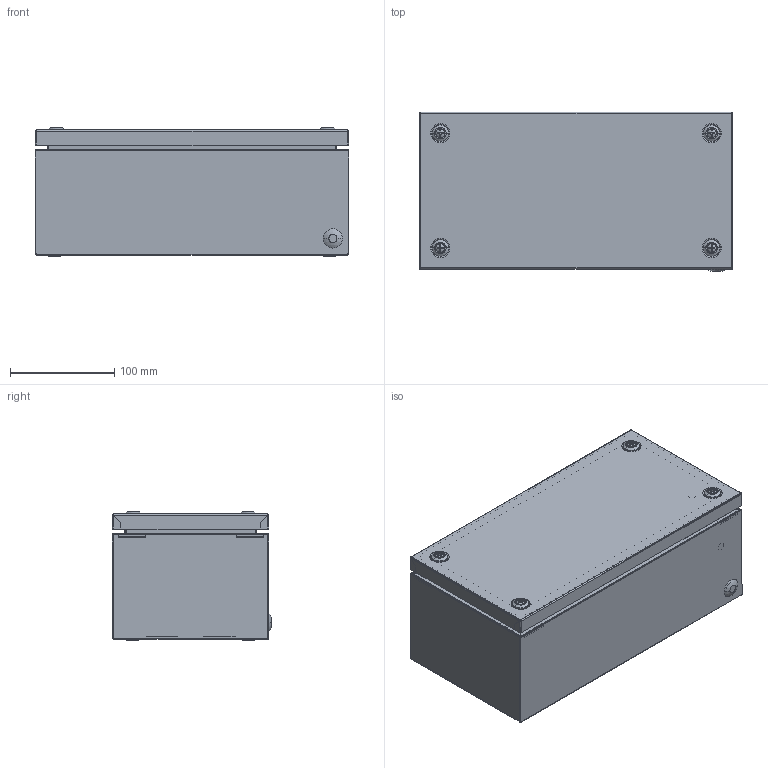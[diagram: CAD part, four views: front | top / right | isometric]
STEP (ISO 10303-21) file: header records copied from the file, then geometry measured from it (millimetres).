
FILE_DESCRIPTION (( 'STEP AP203' ), '1' );
FILE_NAME ('300x150x120 R5CDE31120.step', '2012-05-14T05:54:36', ( 'User' ), ( 'DKC' ), 'SwSTEP 2.0', 'SolidWorks 2011', '' );
FILE_SCHEMA (( 'CONFIG_CONTROL_DESIGN' ));
Length unit declared in the file: millimetre
Products named in the file (18): 300x150x120 R5CDE31120; Tapping screw 4.2x9.5_Screw DIN 968-ST4.2x9.5-R-H-S; Mounting plates_300x150; AC00C323_Default; Screw M5 CDE AC00C324; Cover CDE 1mm_300x150; sealant for cover CDE_300x150; Frame CDE KO 1mm_300x150x120; end-cap_AC00C061; land; Çåðêàëüíî îòðàçèòüÇåðêàëüíî îòðàçèòüSquadretta fissaggio_Default; Çåðêàëüíî îòðàçèòüSquadretta fissaggio_Default; Squadretta fissaggio_CD01C555; Traversino CD01C550_150; End-cup AC00C317_Default; AC00C316_AC00C316; Frame CDE 1mm_300x150x120
Assembly tree (33 placements, depth 3):
  300x150x120 R5CDE31120
    AC00C323_Default  x4
    Screw M5 CDE AC00C324  x4
    Cover CDE 1mm_300x150
      land
      end-cap_AC00C061
      sealant for cover CDE_300x150
      Cover CDE 1mm_300x150
    Frame CDE KO 1mm_300x150x120
      Squadretta fissaggio_CD01C555
      AC00C316_AC00C316
      End-cup AC00C317_Default  x4
      land
      Traversino CD01C550_150  x2
      Frame CDE 1mm_300x150x120
      Çåðêàëüíî îòðàçèòüSquadretta fissaggio_Default  x2
      end-cap_AC00C061
      Çåðêàëüíî îòðàçèòüÇåðêàëüíî îòðàçèòüSquadretta fissaggio_Default
    Mounting plates_300x150
    Tapping screw 4.2x9.5_Screw DIN 968-ST4.2x9.5-R-H-S  x4
Bounding box: 300 x 152.5 x 124.18 mm (x, y, z)
Volume: 340242.3 mm3; surface area: 563584.2 mm2
Topology: 33 solids, 33 shells, 2117 faces, 5391 edges, 3386 vertices
Faces by surface type: plane 682, bspline 614, cylinder 535, cone 200, torus 60, sphere 26
Entity records: 108607 total; most frequent: CARTESIAN_POINT 81733, ORIENTED_EDGE 5814, DIRECTION 4187, EDGE_CURVE 2907, VERTEX_POINT 1804, AXIS2_PLACEMENT_3D 1505, EDGE_LOOP 1221, LINE 1177
